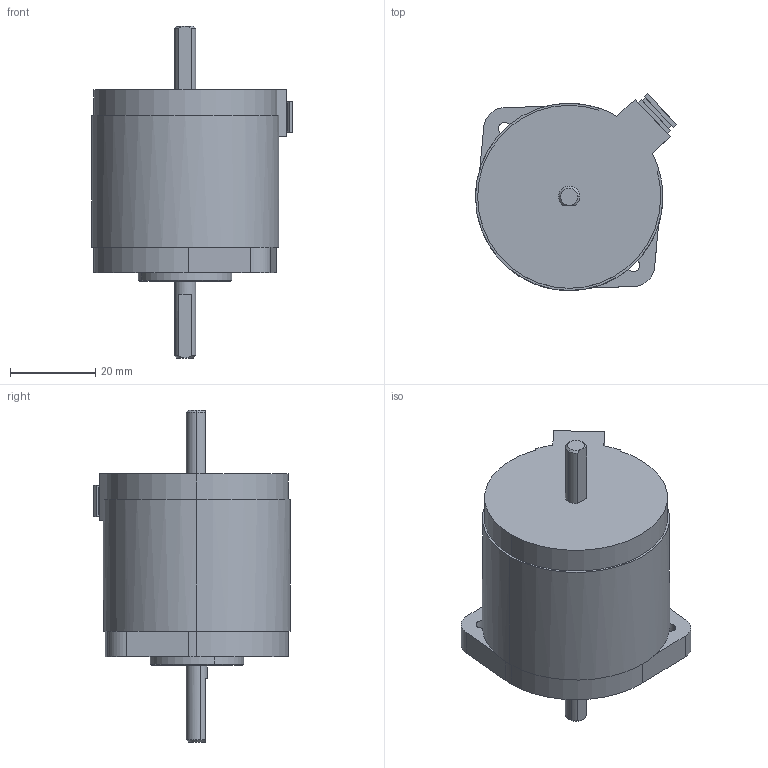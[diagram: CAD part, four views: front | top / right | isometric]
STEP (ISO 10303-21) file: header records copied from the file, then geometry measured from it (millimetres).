
FILE_DESCRIPTION (( 'STEP AP214' ), '1' );
FILE_NAME ('AM17HC60A0-02N.STEP', '2016-06-17T03:06:01', ( 'jrww' ), ( 'jrww' ), 'SwSTEP 2.0', 'SolidWorks 2011', '' );
FILE_SCHEMA (( 'AUTOMOTIVE_DESIGN' ));
Length unit declared in the file: millimetre
Products named in the file (1): AM17HC60A0-02N
Bounding box: 47.21 x 46.27 x 78 mm (x, y, z)
Volume: 67442.7 mm3; surface area: 10833.1 mm2
Topology: 1 solids, 4 shells, 241 faces, 706 edges, 471 vertices
Faces by surface type: plane 189, cylinder 42, cone 8, torus 2
Entity records: 10563 total; most frequent: CARTESIAN_POINT 1464, ORIENTED_EDGE 1412, DIRECTION 1326, EDGE_CURVE 706, VECTOR 552, LINE 552, VERTEX_POINT 471, AXIS2_PLACEMENT_3D 387
